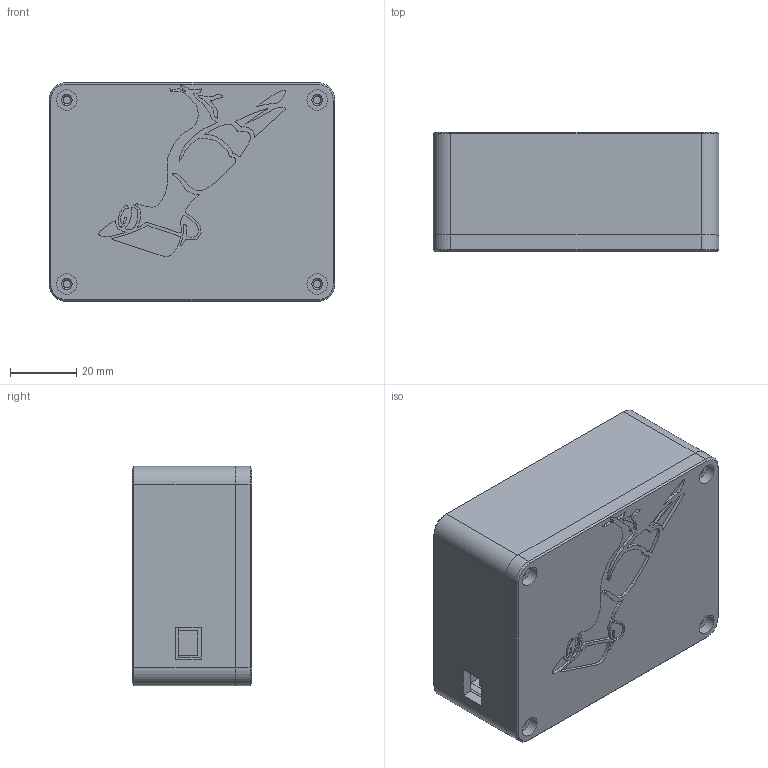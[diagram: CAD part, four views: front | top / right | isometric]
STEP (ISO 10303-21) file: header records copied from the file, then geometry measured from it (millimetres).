
FILE_DESCRIPTION(/* description */ (''),/* implementation_level */ '2;1');
FILE_NAME(/* name */ 'USB Dynamo Charger Case UNTESTED.step',/* time_stamp */ '2024-08-15T15:50:07+02:00',/* author */ (''),/* organization */ (''),/* preprocessor_version */ 'ST-DEVELOPER v20',/* originating_system */ 'Autodesk Translation Framework v13.14.0.145',/* authorisation */ '');
FILE_SCHEMA (('AUTOMOTIVE_DESIGN { 1 0 10303 214 3 1 1 }'));
Length unit declared in the file: millimetre
Products named in the file (1): USB Dynamo Charger Case
Bounding box: 86 x 36 x 66 mm (x, y, z)
Volume: 70560.4 mm3; surface area: 51220.7 mm2
Topology: 3 solids, 3 shells, 348 faces, 925 edges, 607 vertices
Faces by surface type: bspline 148, plane 122, cylinder 64, cone 14
Full cylindrical faces by diameter (mm): 2 x6, 2.25 x8, 5.2 x2, 6.2 x4, 9.2 x2
Entity records: 11203 total; most frequent: CARTESIAN_POINT 3805, ORIENTED_EDGE 1850, DIRECTION 1176, EDGE_CURVE 925, VERTEX_POINT 607, LINE 484, VECTOR 484, EDGE_LOOP 395
